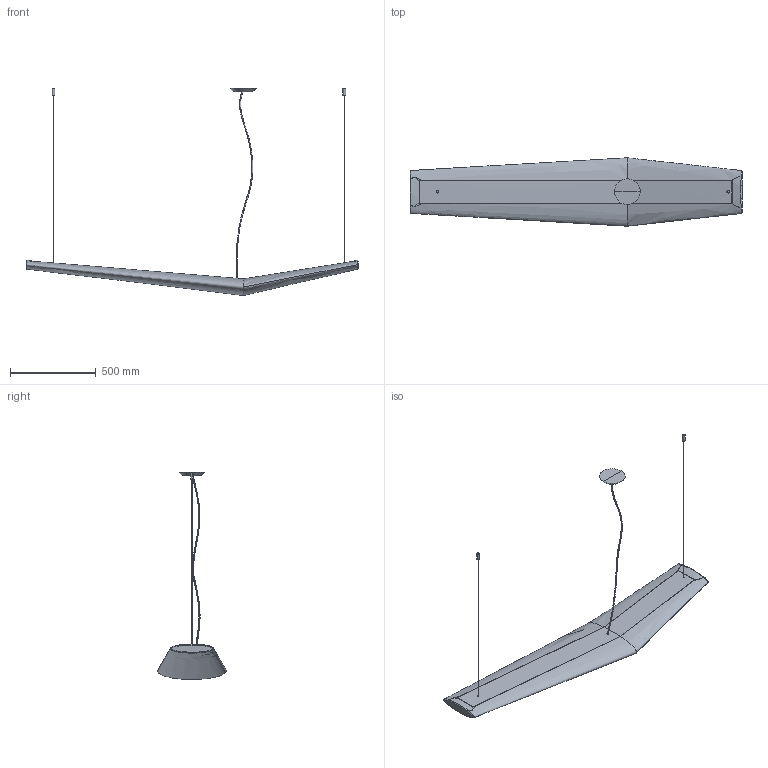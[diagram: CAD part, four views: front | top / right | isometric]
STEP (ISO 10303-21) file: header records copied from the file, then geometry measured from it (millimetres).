
FILE_DESCRIPTION(/* description */ (''),/* implementation_level */ '2;1');
FILE_NAME(/* name */ 'MOUETTE asimmetrical',/* time_stamp */ '2009-04-10T16:50:12+02:00',/* author */ (''),/* organization */ (''),/* preprocessor_version */ 'ST-DEVELOPER v10',/* originating_system */ '',/* authorisation */ '');
FILE_SCHEMA (('CONFIG_CONTROL_DESIGN'));
Length unit declared in the file: centimetre
Products named in the file (1): 1
Bounding box: 1940.04 x 400 x 1209.76 mm (x, y, z)
Volume: 319986.7 mm3; surface area: 1442503.6 mm2
Topology: 6 solids, 8 shells, 48 faces, 113 edges, 73 vertices
Faces by surface type: bspline 48
Entity records: 4185 total; most frequent: CARTESIAN_POINT 3474, ORIENTED_EDGE 183, EDGE_CURVE 107, VERTEX_POINT 73, B_SPLINE_CURVE_WITH_KNOTS 71, EDGE_LOOP 51, ADVANCED_FACE 48, FACE_OUTER_BOUND 48
